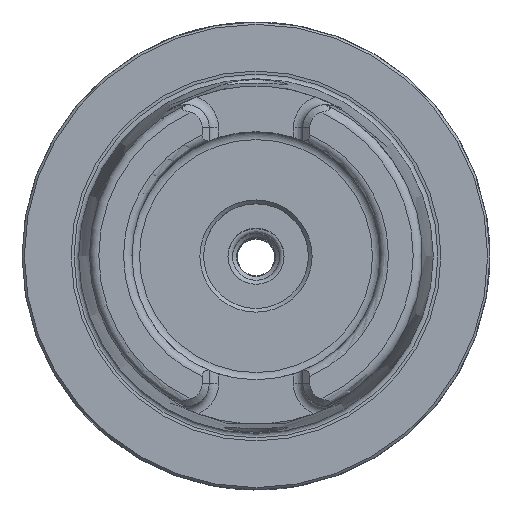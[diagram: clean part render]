
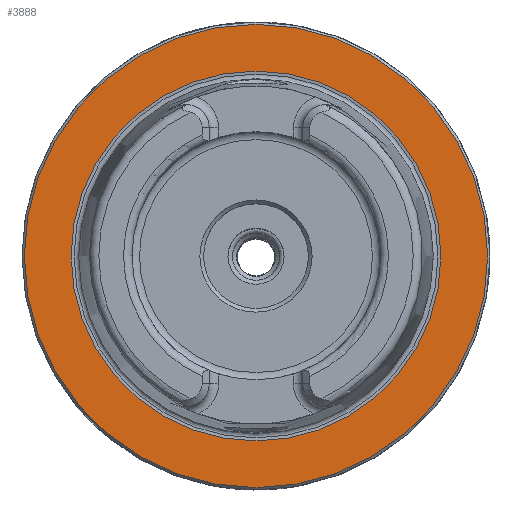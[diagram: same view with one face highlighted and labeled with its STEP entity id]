
A CAD part, top view. The second image highlights one B-rep face of the part: STEP entity #3888.
In plain terms, the highlighted planar face has unit normal (0, 0, 1).
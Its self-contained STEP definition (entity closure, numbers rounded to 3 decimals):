
#634=ORIENTED_EDGE('',*,*,#1177,.F.);
#635=ORIENTED_EDGE('',*,*,#1174,.T.);
#1174=EDGE_CURVE('',#1468,#1468,#1693,.T.);
#1177=EDGE_CURVE('',#1471,#1471,#1696,.T.);
#1468=VERTEX_POINT('',#5633);
#1471=VERTEX_POINT('',#5642);
#1693=CIRCLE('',#4141,49.5);
#1696=CIRCLE('',#4147,39.511);
#1891=EDGE_LOOP('',(#634));
#1892=EDGE_LOOP('',(#635));
#2201=FACE_BOUND('',#1891,.T.);
#2202=FACE_BOUND('',#1892,.T.);
#2466=PLANE('',#4146);
#3888=ADVANCED_FACE('',(#2201,#2202),#2466,.T.);
#4141=AXIS2_PLACEMENT_3D('',#5632,#4679,#4680);
#4146=AXIS2_PLACEMENT_3D('',#5640,#4689,#4690);
#4147=AXIS2_PLACEMENT_3D('',#5641,#4691,#4692);
#4679=DIRECTION('',(0.,0.,1.));
#4680=DIRECTION('',(1.,0.,0.));
#4689=DIRECTION('',(0.,0.,1.));
#4690=DIRECTION('',(1.,0.,0.));
#4691=DIRECTION('',(0.,0.,1.));
#4692=DIRECTION('',(1.,0.,0.));
#5632=CARTESIAN_POINT('',(0.,0.,0.));
#5633=CARTESIAN_POINT('',(49.5,0.,0.));
#5640=CARTESIAN_POINT('',(49.5,0.,0.));
#5641=CARTESIAN_POINT('',(0.,0.,0.));
#5642=CARTESIAN_POINT('',(39.511,0.,0.));
